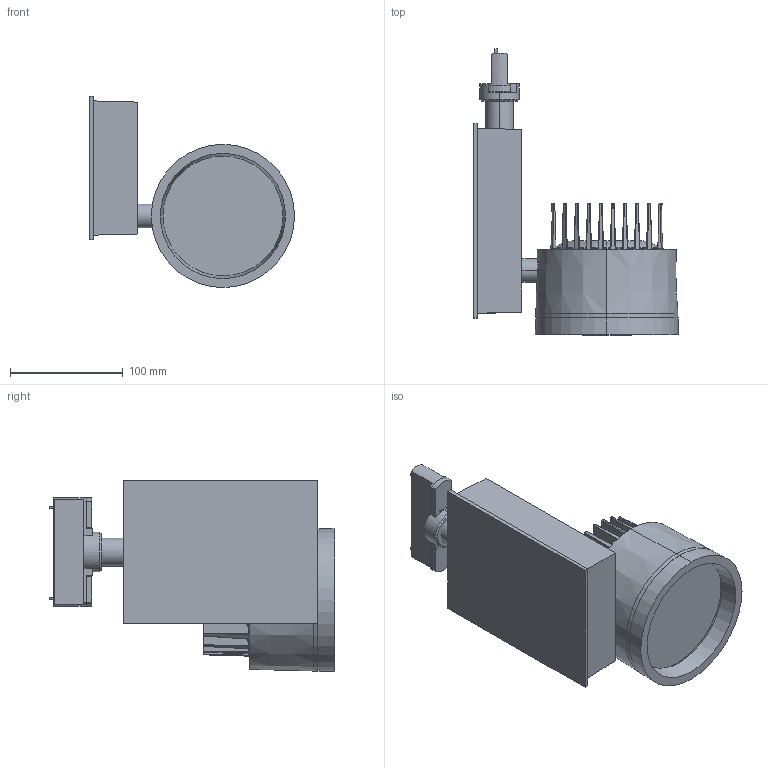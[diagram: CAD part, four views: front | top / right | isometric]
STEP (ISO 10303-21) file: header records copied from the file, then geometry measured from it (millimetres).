
FILE_DESCRIPTION (( 'STEP AP214' ), '1' );
FILE_NAME ('MP12LT.STEP', '2016-12-16T14:34:47', ( '' ), ( '' ), 'SwSTEP 2.0', 'SolidWorks 2012', '' );
FILE_SCHEMA (( 'AUTOMOTIVE_DESIGN' ));
Length unit declared in the file: inch
Products named in the file (1): MP12LT
Bounding box: 181.81 x 253.31 x 169.5 mm (x, y, z)
Volume: 1826420.7 mm3; surface area: 306798.4 mm2
Topology: 16 solids, 23 shells, 640 faces, 1729 edges, 1118 vertices
Faces by surface type: plane 281, cylinder 151, cone 119, bspline 64, torus 25
Entity records: 30977 total; most frequent: CARTESIAN_POINT 7025, ORIENTED_EDGE 3380, DIRECTION 3032, EDGE_CURVE 1690, AXIS2_PLACEMENT_3D 1135, VERTEX_POINT 1118, LINE 762, VECTOR 762
